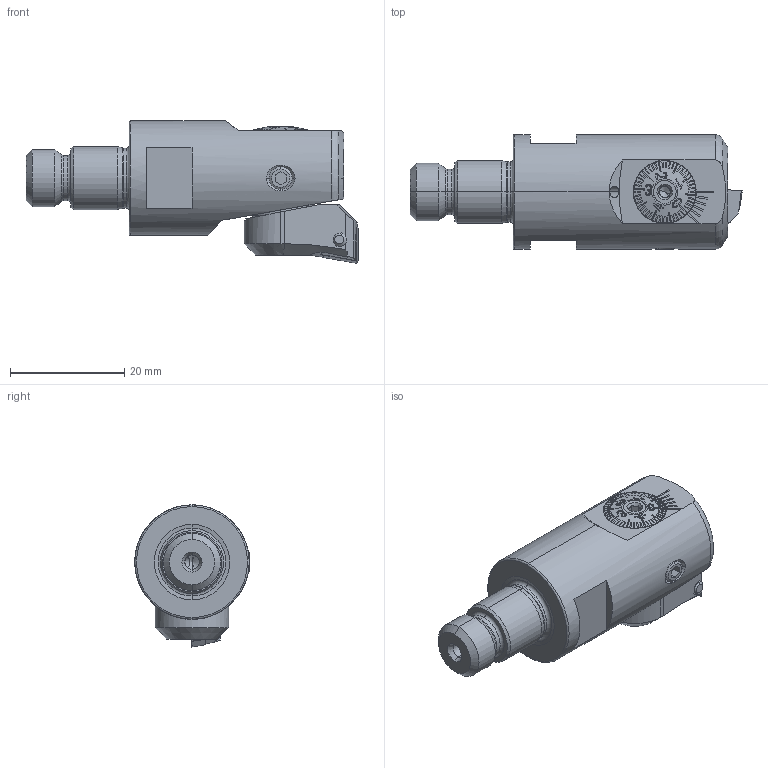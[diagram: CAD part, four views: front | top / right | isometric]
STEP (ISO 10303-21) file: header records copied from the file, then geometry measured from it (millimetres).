
FILE_DESCRIPTION (( 'STEP AP203' ), '1' );
FILE_NAME ('250.200.000C.STEP', '2018-02-26T12:19:34', ( 'SWIAdmin' ), ( 'Hewlett-Packard Company' ), 'SwSTEP 2.0', 'SolidWorks 2017', '' );
FILE_SCHEMA (( 'CONFIG_CONTROL_DESIGN' ));
Length unit declared in the file: millimetre
Products named in the file (18): Klebstoff D4; F20-BG2.008.009_A; ISO 4026 - M4 x 3; F20-BG2.011.003_A; F20; F20-BG2.011.004_A; F20-WCA.001.008_C_fertigbearbeitet; DIN 3771 - 11x1_x; CCMT060204; F20-BG2.007.006_A; WCA-ER2.001.006_A; F20-BG1.008.006_A; F20-WCA.001.008; F20-BG1.012.011; CA1-F20.K10.040_C; 250.200.000C; F20-BG3.004.017_A; F20-BG1.002.011_C
Assembly tree (17 placements, depth 4):
  250.200.000C
    CA1-F20.K10.040_C
    F20
      F20-BG1.012.011
        F20-BG1.002.011_C
        F20-BG2.008.009_A
        F20-BG2.011.003_A
        F20-BG2.011.004_A
        DIN 3771 - 11x1_x
        F20-BG2.007.006_A
        F20-BG1.008.006_A
      F20-BG3.004.017_A
      Klebstoff D4
      ISO 4026 - M4 x 3
    F20-WCA.001.008
      F20-WCA.001.008_C_fertigbearbeitet
      CCMT060204
      WCA-ER2.001.006_A
Bounding box: 58 x 20 x 24.85 mm (x, y, z)
Volume: 12194.8 mm3; surface area: 8268.3 mm2
Topology: 16 solids, 16 shells, 763 faces, 1969 edges, 1239 vertices
Faces by surface type: plane 317, cone 186, cylinder 153, torus 57, bspline 48, sphere 2
Entity records: 27762 total; most frequent: CARTESIAN_POINT 8331, ORIENTED_EDGE 3902, DIRECTION 3358, EDGE_CURVE 1951, AXIS2_PLACEMENT_3D 1311, VERTEX_POINT 1239, EDGE_LOOP 810, ADVANCED_FACE 763
